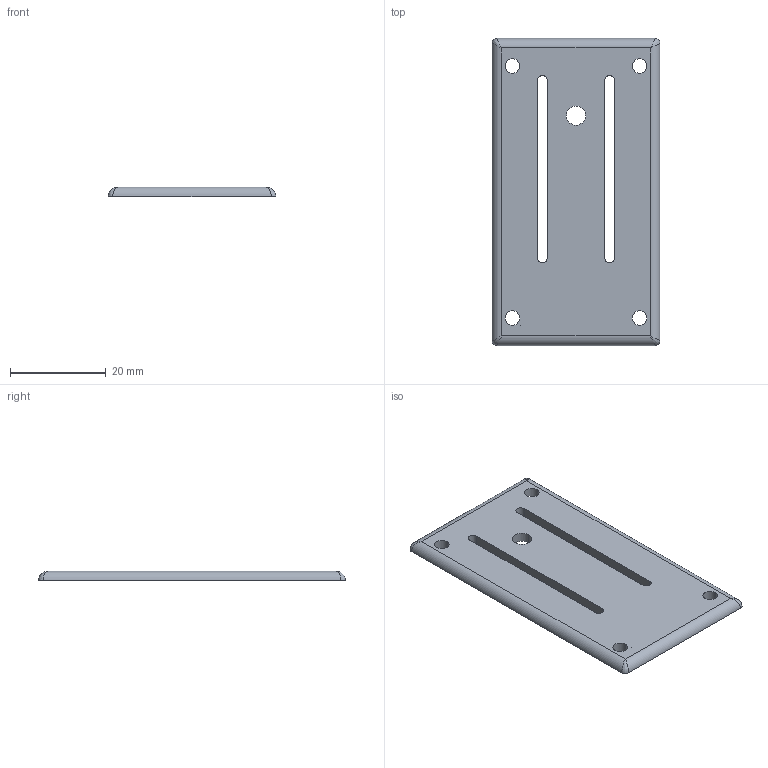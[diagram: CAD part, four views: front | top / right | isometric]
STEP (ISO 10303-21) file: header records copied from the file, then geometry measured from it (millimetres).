
FILE_DESCRIPTION (( 'STEP AP214' ), '1' );
FILE_NAME ('esp32_lid_Enclosure_v2.STEP', '2025-02-10T18:59:40', ( '' ), ( '' ), 'SwSTEP 2.0', 'SolidWorks 2024', '' );
FILE_SCHEMA (( 'AUTOMOTIVE_DESIGN' ));
Length unit declared in the file: millimetre
Products named in the file (1): esp32_lid_Enclosure_v2
Bounding box: 35 x 64 x 2 mm (x, y, z)
Volume: 3920.7 mm3; surface area: 4731.5 mm2
Topology: 1 solids, 1 shells, 30 faces, 84 edges, 52 vertices
Faces by surface type: cylinder 20, plane 6, bspline 4
Entity records: 1151 total; most frequent: CARTESIAN_POINT 351, DIRECTION 162, ORIENTED_EDGE 160, EDGE_CURVE 80, AXIS2_PLACEMENT_3D 63, VERTEX_POINT 52, EDGE_LOOP 46, CIRCLE 36
